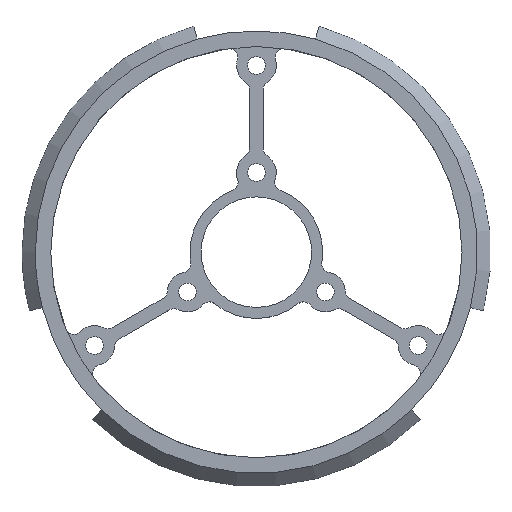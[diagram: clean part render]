
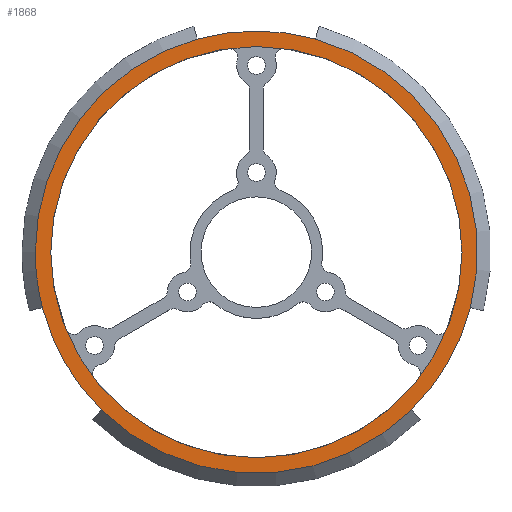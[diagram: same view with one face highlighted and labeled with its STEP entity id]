
A CAD part, top view. The second image highlights one B-rep face of the part: STEP entity #1868.
In plain terms, the highlighted planar face has unit normal (0, 0, 1).
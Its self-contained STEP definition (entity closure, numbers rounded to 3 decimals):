
#4 = EDGE_LOOP ( 'NONE', ( #2844, #168 ) ) ;
#9 = DIRECTION ( 'NONE',  ( -0.5, 0.866, 0. ) ) ;
#15 = AXIS2_PLACEMENT_3D ( 'NONE', #2650, #2885, #229 ) ;
#45 = DIRECTION ( 'NONE',  ( 0., 0., 1. ) ) ;
#123 = DIRECTION ( 'NONE',  ( 0., 0., -1. ) ) ;
#124 = DIRECTION ( 'NONE',  ( 0., 0., 1. ) ) ;
#168 = ORIENTED_EDGE ( 'NONE', *, *, #595, .F. ) ;
#173 = AXIS2_PLACEMENT_3D ( 'NONE', #267, #958, #2415 ) ;
#191 = CARTESIAN_POINT ( 'NONE',  ( 46.5, 0., 5. ) ) ;
#229 = DIRECTION ( 'NONE',  ( -0.5, -0.866, 0. ) ) ;
#267 = CARTESIAN_POINT ( 'NONE',  ( 0., 0., 5. ) ) ;
#297 = AXIS2_PLACEMENT_3D ( 'NONE', #329, #45, #803 ) ;
#329 = CARTESIAN_POINT ( 'NONE',  ( 0., 0., 5. ) ) ;
#355 = PLANE ( 'NONE',  #611 ) ;
#366 = EDGE_CURVE ( 'NONE', #3083, #2116, #2596, .T. ) ;
#408 = CARTESIAN_POINT ( 'NONE',  ( -48.407, -12.519, 5. ) ) ;
#411 = EDGE_CURVE ( 'NONE', #1935, #1414, #2145, .T. ) ;
#595 = EDGE_CURVE ( 'NONE', #1414, #1935, #785, .T. ) ;
#611 = AXIS2_PLACEMENT_3D ( 'NONE', #1044, #828, #1290 ) ;
#694 = CARTESIAN_POINT ( 'NONE',  ( 0., 0., 5. ) ) ;
#698 = CIRCLE ( 'NONE', #2515, 50. ) ;
#785 = CIRCLE ( 'NONE', #2675, 46.5 ) ;
#796 = VERTEX_POINT ( 'NONE', #408 ) ;
#803 = DIRECTION ( 'NONE',  ( 1., 0., 0. ) ) ;
#804 = CARTESIAN_POINT ( 'NONE',  ( 0., 0., 5. ) ) ;
#817 = DIRECTION ( 'NONE',  ( 1., 0., 0. ) ) ;
#828 = DIRECTION ( 'NONE',  ( 0., 0., 1. ) ) ;
#901 = CARTESIAN_POINT ( 'NONE',  ( 48.407, -12.519, 5. ) ) ;
#917 = CIRCLE ( 'NONE', #1114, 50. ) ;
#943 = AXIS2_PLACEMENT_3D ( 'NONE', #694, #1406, #1656 ) ;
#948 = DIRECTION ( 'NONE',  ( 0., 0., 1. ) ) ;
#958 = DIRECTION ( 'NONE',  ( 0., 0., 1. ) ) ;
#1044 = CARTESIAN_POINT ( 'NONE',  ( 0., 0., 5. ) ) ;
#1076 = DIRECTION ( 'NONE',  ( 1., 0., 0. ) ) ;
#1114 = AXIS2_PLACEMENT_3D ( 'NONE', #2919, #2194, #9 ) ;
#1118 = CIRCLE ( 'NONE', #2428, 50. ) ;
#1119 = VERTEX_POINT ( 'NONE', #2411 ) ;
#1187 = DIRECTION ( 'NONE',  ( 1., 0., 0. ) ) ;
#1190 = ORIENTED_EDGE ( 'NONE', *, *, #366, .F. ) ;
#1274 = DIRECTION ( 'NONE',  ( 0., 0., 1. ) ) ;
#1290 = DIRECTION ( 'NONE',  ( 1., 0., 0. ) ) ;
#1357 = CARTESIAN_POINT ( 'NONE',  ( -46.5, 0., 5. ) ) ;
#1406 = DIRECTION ( 'NONE',  ( 0., 0., 1. ) ) ;
#1414 = VERTEX_POINT ( 'NONE', #191 ) ;
#1493 = ORIENTED_EDGE ( 'NONE', *, *, #2683, .F. ) ;
#1513 = EDGE_CURVE ( 'NONE', #3083, #2287, #2248, .T. ) ;
#1539 = CARTESIAN_POINT ( 'NONE',  ( 0., 0., 5. ) ) ;
#1656 = DIRECTION ( 'NONE',  ( 1., 0., 0. ) ) ;
#1661 = ORIENTED_EDGE ( 'NONE', *, *, #2558, .T. ) ;
#1730 = CARTESIAN_POINT ( 'NONE',  ( 13.362, 48.182, 5. ) ) ;
#1868 = ADVANCED_FACE ( 'NONE', ( #2053, #2914 ), #355, .T. ) ;
#1900 = CARTESIAN_POINT ( 'NONE',  ( -50., 0., 5. ) ) ;
#1935 = VERTEX_POINT ( 'NONE', #1357 ) ;
#1943 = EDGE_LOOP ( 'NONE', ( #1493, #3050, #1190, #2583, #2786, #2397, #1661 ) ) ;
#1955 = CARTESIAN_POINT ( 'NONE',  ( -13.362, 48.182, 5. ) ) ;
#2053 = FACE_OUTER_BOUND ( 'NONE', #1943, .T. ) ;
#2115 = EDGE_CURVE ( 'NONE', #2242, #2287, #1118, .T. ) ;
#2116 = VERTEX_POINT ( 'NONE', #2993 ) ;
#2145 = CIRCLE ( 'NONE', #173, 46.5 ) ;
#2188 = VERTEX_POINT ( 'NONE', #1900 ) ;
#2194 = DIRECTION ( 'NONE',  ( 0., 0., -1. ) ) ;
#2238 = DIRECTION ( 'NONE',  ( 1., 0., 0. ) ) ;
#2242 = VERTEX_POINT ( 'NONE', #1955 ) ;
#2248 = CIRCLE ( 'NONE', #2910, 50. ) ;
#2287 = VERTEX_POINT ( 'NONE', #1730 ) ;
#2296 = CARTESIAN_POINT ( 'NONE',  ( 0., 0., 5. ) ) ;
#2397 = ORIENTED_EDGE ( 'NONE', *, *, #2815, .T. ) ;
#2411 = CARTESIAN_POINT ( 'NONE',  ( -35.045, -35.663, 5. ) ) ;
#2415 = DIRECTION ( 'NONE',  ( 1., 0., 0. ) ) ;
#2428 = AXIS2_PLACEMENT_3D ( 'NONE', #804, #123, #817 ) ;
#2515 = AXIS2_PLACEMENT_3D ( 'NONE', #1539, #1274, #2238 ) ;
#2558 = EDGE_CURVE ( 'NONE', #2188, #796, #2578, .T. ) ;
#2578 = CIRCLE ( 'NONE', #943, 50. ) ;
#2583 = ORIENTED_EDGE ( 'NONE', *, *, #1513, .T. ) ;
#2596 = CIRCLE ( 'NONE', #15, 50. ) ;
#2650 = CARTESIAN_POINT ( 'NONE',  ( 0., 0., 5. ) ) ;
#2675 = AXIS2_PLACEMENT_3D ( 'NONE', #2296, #124, #1076 ) ;
#2683 = EDGE_CURVE ( 'NONE', #1119, #796, #917, .T. ) ;
#2786 = ORIENTED_EDGE ( 'NONE', *, *, #2115, .F. ) ;
#2815 = EDGE_CURVE ( 'NONE', #2242, #2188, #3090, .T. ) ;
#2832 = EDGE_CURVE ( 'NONE', #1119, #2116, #698, .T. ) ;
#2844 = ORIENTED_EDGE ( 'NONE', *, *, #411, .F. ) ;
#2885 = DIRECTION ( 'NONE',  ( 0., 0., -1. ) ) ;
#2910 = AXIS2_PLACEMENT_3D ( 'NONE', #3106, #948, #1187 ) ;
#2914 = FACE_BOUND ( 'NONE', #4, .T. ) ;
#2919 = CARTESIAN_POINT ( 'NONE',  ( 0., 0., 5. ) ) ;
#2993 = CARTESIAN_POINT ( 'NONE',  ( 35.045, -35.663, 5. ) ) ;
#3050 = ORIENTED_EDGE ( 'NONE', *, *, #2832, .T. ) ;
#3083 = VERTEX_POINT ( 'NONE', #901 ) ;
#3090 = CIRCLE ( 'NONE', #297, 50. ) ;
#3106 = CARTESIAN_POINT ( 'NONE',  ( 0., 0., 5. ) ) ;
